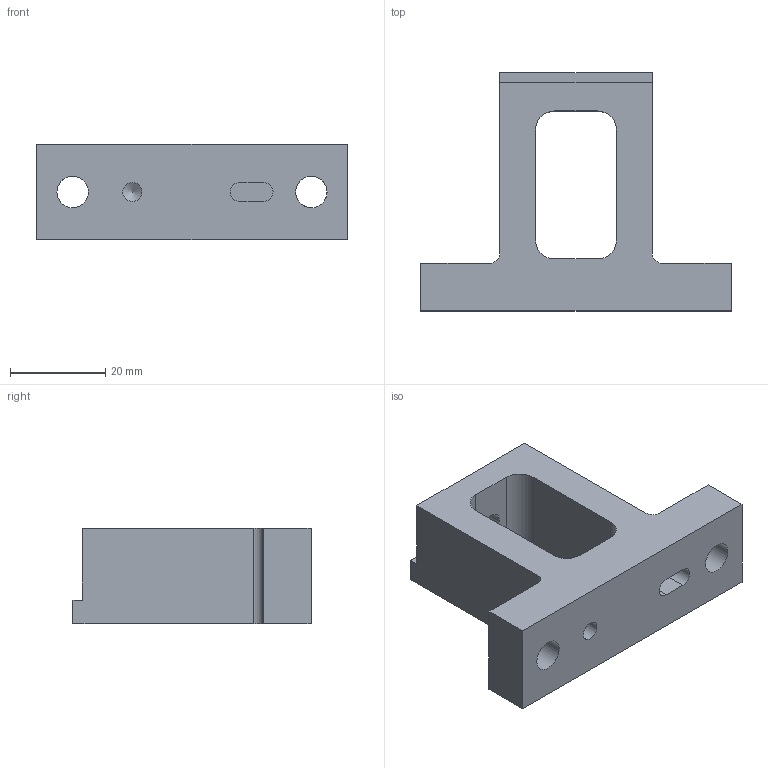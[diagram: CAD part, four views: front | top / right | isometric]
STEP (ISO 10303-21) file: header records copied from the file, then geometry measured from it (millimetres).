
FILE_DESCRIPTION(/* description */ ('Lens mount LRM1, vertical'),/* implementation_level */ '2;1');
FILE_NAME(/* name */ 'FAB-OX0002 -Lens Mount -LRM1-Vertical.stp',/* time_stamp */ '2020-02-10T12:01:12+00:00',/* author */ ('whgu0532'),/* organization */ (''),/* preprocessor_version */ 'ST-DEVELOPER v18',/* originating_system */ 'Autodesk Inventor 2020',/* authorisation */ '');
FILE_SCHEMA (('AUTOMOTIVE_DESIGN { 1 0 10303 214 3 1 1 }'));
Length unit declared in the file: millimetre
Products named in the file (1): FAB-OX0002
Bounding box: 65 x 49.9 x 20 mm (x, y, z)
Volume: 26127.9 mm3; surface area: 9765.8 mm2
Topology: 1 solids, 1 shells, 32 faces, 93 edges, 64 vertices
Faces by surface type: plane 19, cylinder 12, cone 1
Full cylindrical faces by diameter (mm): 4 x1, 5 x1, 6.6 x2
Entity records: 1128 total; most frequent: DIRECTION 189, CARTESIAN_POINT 189, ORIENTED_EDGE 184, EDGE_CURVE 92, VERTEX_POINT 64, AXIS2_PLACEMENT_3D 64, LINE 61, VECTOR 61
